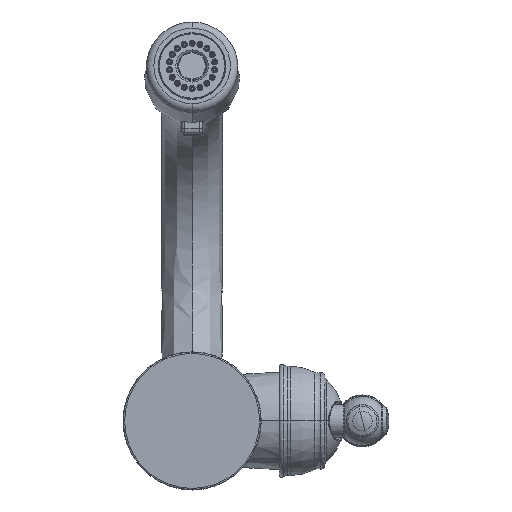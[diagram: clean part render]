
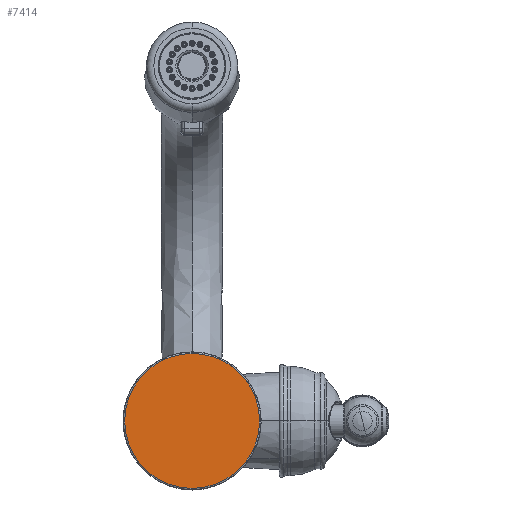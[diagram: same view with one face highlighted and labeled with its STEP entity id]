
A CAD part, front view. The second image highlights one B-rep face of the part: STEP entity #7414.
In plain terms, the highlighted planar face has unit normal (0, -1, 0).
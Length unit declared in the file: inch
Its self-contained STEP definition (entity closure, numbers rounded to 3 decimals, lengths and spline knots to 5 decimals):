
#1604=CARTESIAN_POINT('',(0.,0.,0.));
#1605=DIRECTION('',(0.,1.,0.));
#1606=DIRECTION('',(0.,0.,-1.));
#1607=AXIS2_PLACEMENT_3D('',#1604,#1605,#1606);
#1614=CARTESIAN_POINT('',(0.,0.,0.));
#1615=DIRECTION('',(0.,1.,0.));
#1616=DIRECTION('',(0.,0.,1.));
#1617=AXIS2_PLACEMENT_3D('',#1614,#1615,#1616);
#4450=CARTESIAN_POINT('',(0.,0.,-1.24537));
#4451=CARTESIAN_POINT('',(0.,0.,1.24537));
#4452=VERTEX_POINT('',#4450);
#4453=VERTEX_POINT('',#4451);
#7404=CARTESIAN_POINT('',(0.,0.,0.));
#7405=DIRECTION('',(0.,-1.,0.));
#7406=DIRECTION('',(0.,0.,1.));
#7407=AXIS2_PLACEMENT_3D('',#7404,#7405,#7406);
#7408=PLANE('',#7407);
#7409=ORIENTED_EDGE('',*,*,#7394,.T.);
#7411=ORIENTED_EDGE('',*,*,#7410,.T.);
#7412=EDGE_LOOP('',(#7409,#7411));
#7413=FACE_OUTER_BOUND('',#7412,.F.);
#7414=ADVANCED_FACE('',(#7413),#7408,.T.);
#1608=CIRCLE('',#1607,1.24537);
#1618=CIRCLE('',#1617,1.24537);
#7394=EDGE_CURVE('',#4452,#4453,#1608,.T.);
#7410=EDGE_CURVE('',#4453,#4452,#1618,.T.);
